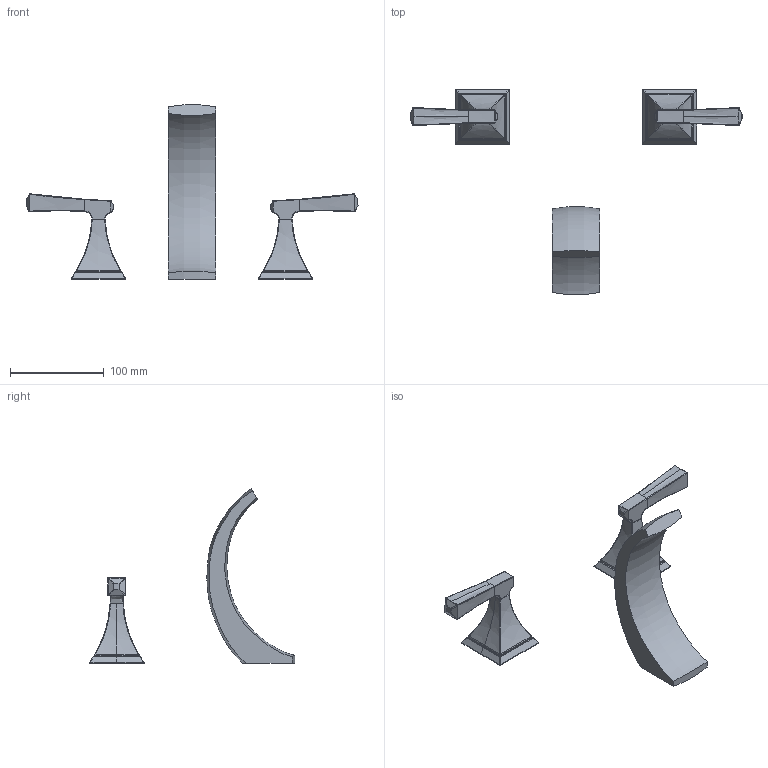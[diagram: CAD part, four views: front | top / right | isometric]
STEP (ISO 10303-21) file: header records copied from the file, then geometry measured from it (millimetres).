
FILE_DESCRIPTION((''),'2;1');
FILE_NAME('3-2575_SW0001','2020-12-02T09:41:30',('rsmith'),(''),'CREO PARAMETRIC BY PTC INC, 2018400','CREO PARAMETRIC BY PTC INC, 2018400','');
FILE_SCHEMA(('AUTOMOTIVE_DESIGN { 1 0 10303 214 1 1 1 1 }'));
Length unit declared in the file: inch
Products named in the file (1): 3-2575_SW0001
Bounding box: 355.07 x 219.43 x 186.45 mm (x, y, z)
Volume: 424751.7 mm3; surface area: 69287 mm2
Topology: 3 solids, 3 shells, 307 faces, 687 edges, 390 vertices
Faces by surface type: bspline 188, cylinder 53, plane 34, extrusion 16, sphere 16
Entity records: 21852 total; most frequent: CARTESIAN_POINT 12018, ORIENTED_EDGE 1374, PRESENTATION_STYLE_ASSIGNMENT 1006, DIRECTION 722, STYLED_ITEM 706, CURVE_STYLE 703, EDGE_CURVE 687, VERTEX_POINT 390
